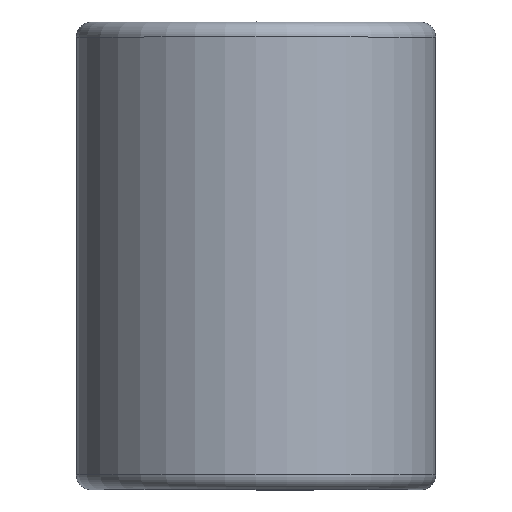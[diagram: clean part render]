
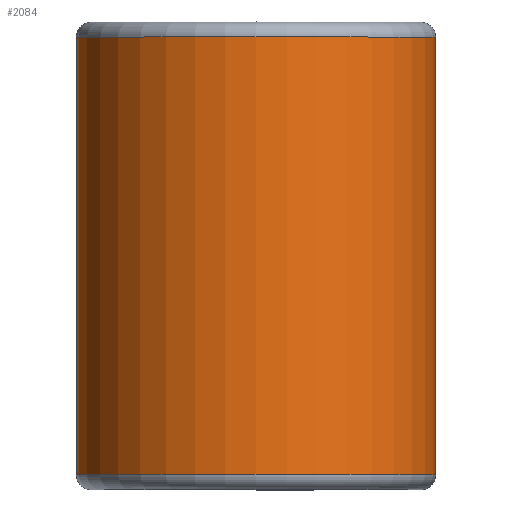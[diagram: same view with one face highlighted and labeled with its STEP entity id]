
A CAD part, top view. The second image highlights one B-rep face of the part: STEP entity #2084.
In plain terms, the highlighted cylindrical face has radius 9.157 mm (diameter 18.313 mm), a partial arc.
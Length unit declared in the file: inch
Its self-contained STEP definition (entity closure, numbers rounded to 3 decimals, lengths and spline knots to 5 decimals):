
#19 = DIRECTION ( 'NONE',  ( 0., 0., -1. ) ) ;
#31 = VERTEX_POINT ( 'NONE', #1213 ) ;
#33 = ORIENTED_EDGE ( 'NONE', *, *, #1196, .T. ) ;
#66 = ORIENTED_EDGE ( 'NONE', *, *, #1335, .T. ) ;
#96 = CYLINDRICAL_SURFACE ( 'NONE', #137, 0.3605 ) ;
#101 = CARTESIAN_POINT ( 'NONE',  ( 0.3605, 0.43875, 0. ) ) ;
#112 = CARTESIAN_POINT ( 'NONE',  ( 0.3605, 0.43875, 0. ) ) ;
#137 = AXIS2_PLACEMENT_3D ( 'NONE', #1107, #915, #2106 ) ;
#157 = EDGE_CURVE ( 'NONE', #511, #31, #1586, .T. ) ;
#294 = CARTESIAN_POINT ( 'NONE',  ( 0., 0.43875, -0.3605 ) ) ;
#302 = DIRECTION ( 'NONE',  ( 0., 1., 0. ) ) ;
#410 = ORIENTED_EDGE ( 'NONE', *, *, #157, .F. ) ;
#511 = VERTEX_POINT ( 'NONE', #948 ) ;
#515 = VERTEX_POINT ( 'NONE', #2233 ) ;
#518 = VERTEX_POINT ( 'NONE', #112 ) ;
#899 = VECTOR ( 'NONE', #994, 39.37008 ) ;
#915 = DIRECTION ( 'NONE',  ( 0., -1., 0. ) ) ;
#948 = CARTESIAN_POINT ( 'NONE',  ( 0., -0.43875, -0.3605 ) ) ;
#954 = CARTESIAN_POINT ( 'NONE',  ( 0., 0.43875, 0. ) ) ;
#966 = LINE ( 'NONE', #101, #899 ) ;
#994 = DIRECTION ( 'NONE',  ( 0., 1., 0. ) ) ;
#1015 = AXIS2_PLACEMENT_3D ( 'NONE', #954, #2339, #1135 ) ;
#1034 = EDGE_LOOP ( 'NONE', ( #66, #33, #410, #2423 ) ) ;
#1100 = DIRECTION ( 'NONE',  ( 0., -1., 0. ) ) ;
#1107 = CARTESIAN_POINT ( 'NONE',  ( 0., 0.4375, 0. ) ) ;
#1135 = DIRECTION ( 'NONE',  ( 0., 0., -1. ) ) ;
#1196 = EDGE_CURVE ( 'NONE', #518, #31, #2267, .T. ) ;
#1213 = CARTESIAN_POINT ( 'NONE',  ( 0., 0.43875, -0.3605 ) ) ;
#1335 = EDGE_CURVE ( 'NONE', #515, #518, #966, .T. ) ;
#1422 = AXIS2_PLACEMENT_3D ( 'NONE', #2296, #1100, #19 ) ;
#1586 = LINE ( 'NONE', #294, #1592 ) ;
#1592 = VECTOR ( 'NONE', #302, 39.37008 ) ;
#1916 = FACE_OUTER_BOUND ( 'NONE', #1034, .T. ) ;
#2046 = EDGE_CURVE ( 'NONE', #515, #511, #2428, .T. ) ;
#2084 = ADVANCED_FACE ( 'NONE', ( #1916 ), #96, .T. ) ;
#2106 = DIRECTION ( 'NONE',  ( 0., 0., -1. ) ) ;
#2233 = CARTESIAN_POINT ( 'NONE',  ( 0.3605, -0.43875, 0. ) ) ;
#2267 = CIRCLE ( 'NONE', #1015, 0.3605 ) ;
#2296 = CARTESIAN_POINT ( 'NONE',  ( 0., -0.43875, 0. ) ) ;
#2339 = DIRECTION ( 'NONE',  ( 0., -1., 0. ) ) ;
#2423 = ORIENTED_EDGE ( 'NONE', *, *, #2046, .F. ) ;
#2428 = CIRCLE ( 'NONE', #1422, 0.3605 ) ;
